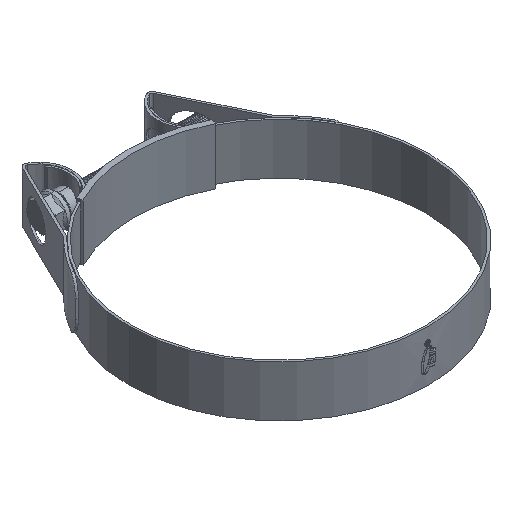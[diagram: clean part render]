
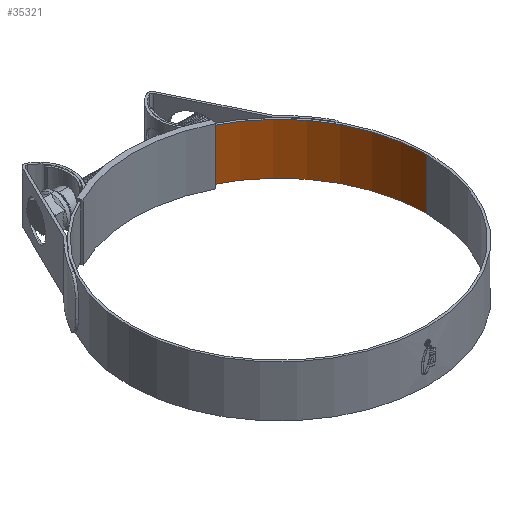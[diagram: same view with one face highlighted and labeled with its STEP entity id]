
A CAD part, isometric view. The second image highlights one B-rep face of the part: STEP entity #35321.
In plain terms, the highlighted cylindrical face has radius 81 mm (diameter 162 mm), a partial arc.
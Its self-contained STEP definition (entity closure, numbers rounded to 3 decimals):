
#2340 = VECTOR ( 'NONE', #19958, 1000. ) ;
#2873 = EDGE_CURVE ( 'NONE', #6175, #11009, #30784, .T. ) ;
#4598 = EDGE_CURVE ( 'NONE', #36758, #22679, #23204, .T. ) ;
#5135 = DIRECTION ( 'NONE',  ( -1., 0., 0. ) ) ;
#5541 = ORIENTED_EDGE ( 'NONE', *, *, #11566, .F. ) ;
#5942 = EDGE_LOOP ( 'NONE', ( #5541, #38494, #18631, #34557 ) ) ;
#6175 = VERTEX_POINT ( 'NONE', #20815 ) ;
#8367 = CARTESIAN_POINT ( 'NONE',  ( 0., 0., 14. ) ) ;
#9240 = EDGE_CURVE ( 'NONE', #6175, #36758, #15890, .T. ) ;
#9903 = CARTESIAN_POINT ( 'NONE',  ( 81., 0., 14. ) ) ;
#10693 = CARTESIAN_POINT ( 'NONE',  ( 0., 0., -14. ) ) ;
#10959 = DIRECTION ( 'NONE',  ( 0., 0., -1. ) ) ;
#11009 = VERTEX_POINT ( 'NONE', #9903 ) ;
#11287 = CARTESIAN_POINT ( 'NONE',  ( 81., 0., -14. ) ) ;
#11566 = EDGE_CURVE ( 'NONE', #11009, #22679, #13641, .T. ) ;
#11798 = CYLINDRICAL_SURFACE ( 'NONE', #27490, 81. ) ;
#12907 = CARTESIAN_POINT ( 'NONE',  ( 34., 73.519, 14. ) ) ;
#13641 = LINE ( 'NONE', #35100, #2340 ) ;
#15890 = LINE ( 'NONE', #12907, #18847 ) ;
#17328 = CARTESIAN_POINT ( 'NONE',  ( 34., 73.519, -14. ) ) ;
#18631 = ORIENTED_EDGE ( 'NONE', *, *, #9240, .T. ) ;
#18847 = VECTOR ( 'NONE', #28787, 1000. ) ;
#19958 = DIRECTION ( 'NONE',  ( 0., 0., -1. ) ) ;
#20815 = CARTESIAN_POINT ( 'NONE',  ( 34., 73.519, 14. ) ) ;
#21867 = AXIS2_PLACEMENT_3D ( 'NONE', #38024, #10959, #5135 ) ;
#22679 = VERTEX_POINT ( 'NONE', #11287 ) ;
#22796 = DIRECTION ( 'NONE',  ( 0., 0., -1. ) ) ;
#23204 = CIRCLE ( 'NONE', #35965, 81. ) ;
#23892 = DIRECTION ( 'NONE',  ( 0., 0., -1. ) ) ;
#27490 = AXIS2_PLACEMENT_3D ( 'NONE', #8367, #23892, #36060 ) ;
#28787 = DIRECTION ( 'NONE',  ( 0., 0., -1. ) ) ;
#30784 = CIRCLE ( 'NONE', #21867, 81. ) ;
#34557 = ORIENTED_EDGE ( 'NONE', *, *, #4598, .T. ) ;
#34965 = DIRECTION ( 'NONE',  ( -1., 0., 0. ) ) ;
#35100 = CARTESIAN_POINT ( 'NONE',  ( 81., 0., 14. ) ) ;
#35321 = ADVANCED_FACE ( 'NONE', ( #35668 ), #11798, .F. ) ;
#35668 = FACE_OUTER_BOUND ( 'NONE', #5942, .T. ) ;
#35965 = AXIS2_PLACEMENT_3D ( 'NONE', #10693, #22796, #34965 ) ;
#36060 = DIRECTION ( 'NONE',  ( -1., 0., 0. ) ) ;
#36758 = VERTEX_POINT ( 'NONE', #17328 ) ;
#38024 = CARTESIAN_POINT ( 'NONE',  ( 0., 0., 14. ) ) ;
#38494 = ORIENTED_EDGE ( 'NONE', *, *, #2873, .F. ) ;
